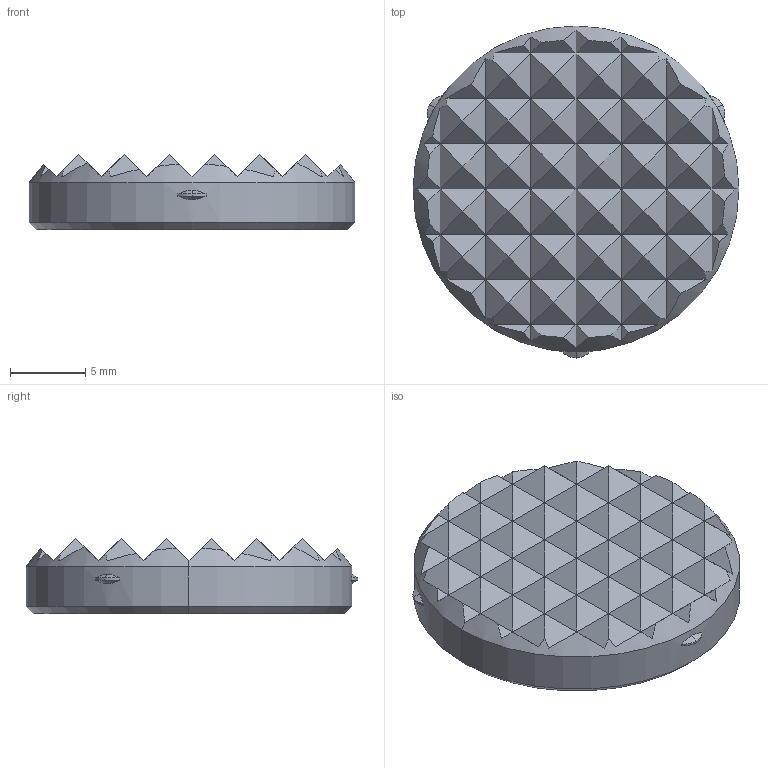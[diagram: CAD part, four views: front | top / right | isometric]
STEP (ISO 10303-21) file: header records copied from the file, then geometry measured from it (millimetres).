
FILE_DESCRIPTION(('STEP AP214'),'1');
FILE_NAME('HALDERN_EH_22620_0617.stp','2017-07-04T09:14:43',('TraceParts'),('TraceParts S.A.'),'Spatial InterOp 3D',' ',' ');
FILE_SCHEMA(('automotive_design'));
Length unit declared in the file: millimetre
Products named in the file (1): HALDERN_EH_22620_0617
Bounding box: 21.6 x 22 x 5 mm (x, y, z)
Volume: 1431.9 mm3; surface area: 1087.2 mm2
Topology: 1 solids, 1 shells, 201 faces, 359 edges, 163 vertices
Faces by surface type: plane 177, cone 16, cylinder 8
Entity records: 4642 total; most frequent: DIRECTION 833, CARTESIAN_POINT 832, ORIENTED_EDGE 718, EDGE_CURVE 359, AXIS2_PLACEMENT_3D 284, LINE 265, VECTOR 265, EDGE_LOOP 204
